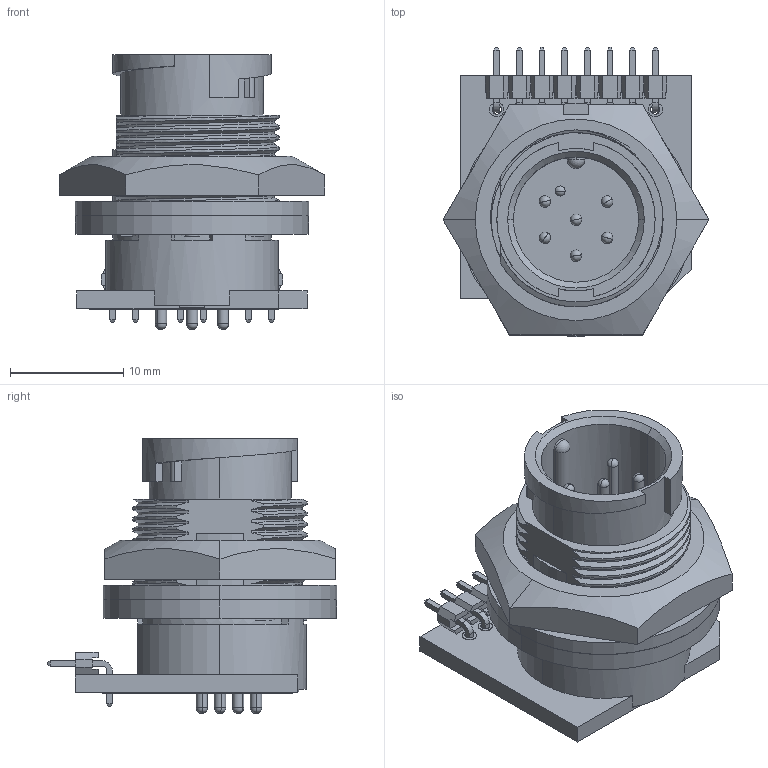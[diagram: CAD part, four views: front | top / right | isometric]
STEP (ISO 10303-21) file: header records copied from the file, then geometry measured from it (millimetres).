
FILE_DESCRIPTION (( 'STEP AP203' ), '1' );
FILE_NAME ('7261-XPG-300.STEP', '2019-05-28T21:13:11', ( '' ), ( '' ), 'SwSTEP 2.0', 'SolidWorks 2017', '' );
FILE_SCHEMA (( 'CONFIG_CONTROL_DESIGN' ));
Length unit declared in the file: inch
Products named in the file (1): 7261-XPG-300
Bounding box: 23.46 x 25.56 x 24.26 mm (x, y, z)
Volume: 4342.2 mm3; surface area: 4010.7 mm2
Topology: 2 solids, 2 shells, 630 faces, 1635 edges, 1056 vertices
Faces by surface type: plane 383, cylinder 171, bspline 41, torus 24, cone 7, sphere 4
Entity records: 31262 total; most frequent: CARTESIAN_POINT 15924, ORIENTED_EDGE 3268, DIRECTION 3030, EDGE_CURVE 1634, VECTOR 1088, LINE 1088, VERTEX_POINT 1056, AXIS2_PLACEMENT_3D 971
